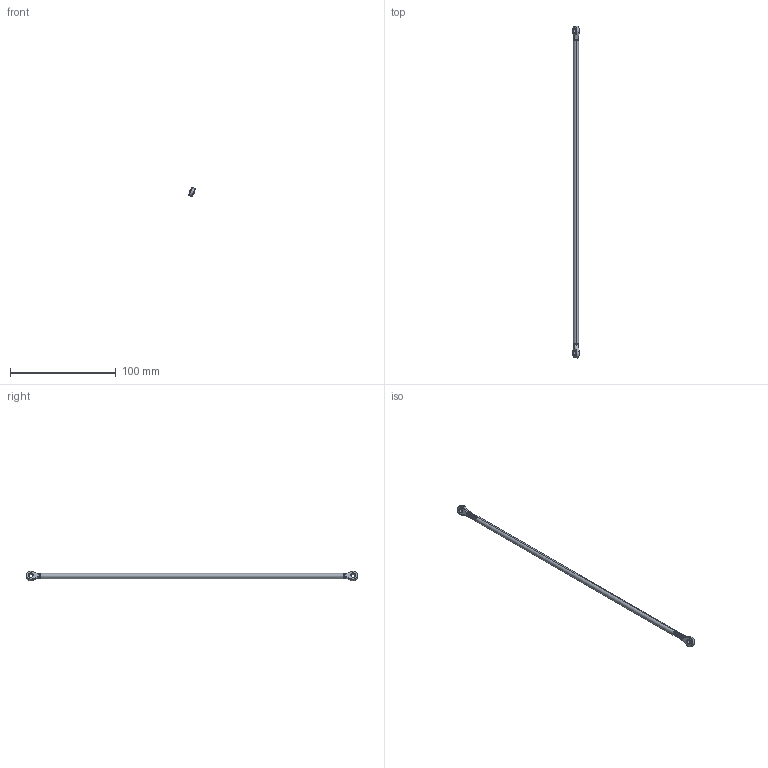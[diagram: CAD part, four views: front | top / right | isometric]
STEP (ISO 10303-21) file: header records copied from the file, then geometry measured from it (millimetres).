
FILE_DESCRIPTION (( 'STEP AP214' ), '1' );
FILE_NAME ('Lower_Arm.STEP', '2013-11-18T21:03:19', ( '' ), ( '' ), 'SwSTEP 2.0', 'SolidWorks 2014', '' );
FILE_SCHEMA (( 'AUTOMOTIVE_DESIGN' ));
Length unit declared in the file: millimetre
Products named in the file (4): Carbon_Tube; Ball_Connector; Plug; Lower_Arm
Assembly tree (5 placements, depth 2):
  Lower_Arm
    Carbon_Tube
    Plug  x2
    Ball_Connector  x2
Bounding box: 6.42 x 314.2 x 9.39 mm (x, y, z)
Volume: 2850.7 mm3; surface area: 9667.8 mm2
Topology: 5 solids, 5 shells, 406 faces, 1172 edges, 744 vertices
Faces by surface type: cylinder 158, plane 116, cone 88, torus 20, sphere 12, bspline 12
Entity records: 7668 total; most frequent: CARTESIAN_POINT 2184, ORIENTED_EDGE 1160, DIRECTION 1110, EDGE_CURVE 580, AXIS2_PLACEMENT_3D 440, VERTEX_POINT 374, CIRCLE 232, VECTOR 230
